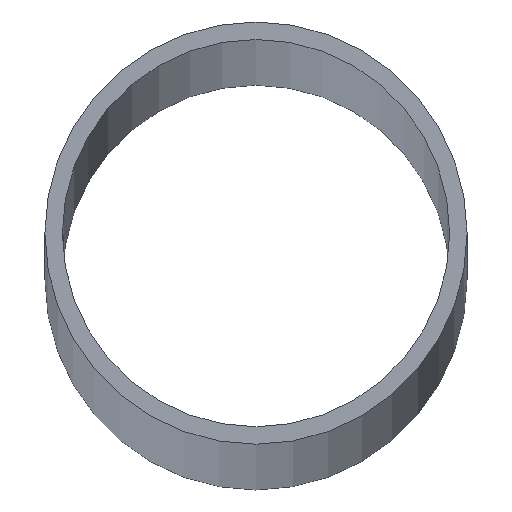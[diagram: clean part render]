
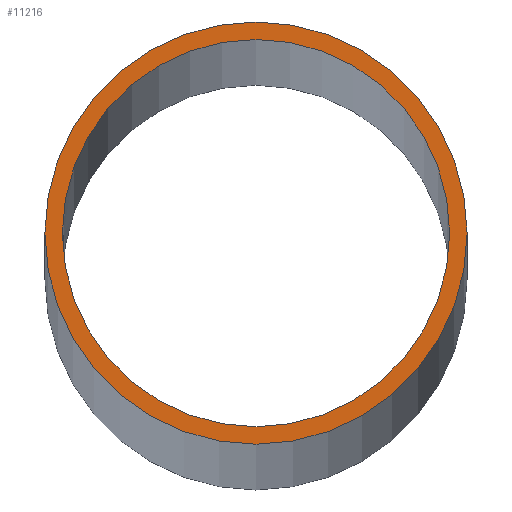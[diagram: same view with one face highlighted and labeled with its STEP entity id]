
A CAD part, top view. The second image highlights one B-rep face of the part: STEP entity #11216.
In plain terms, the highlighted planar face has unit normal (0, 0, 1).
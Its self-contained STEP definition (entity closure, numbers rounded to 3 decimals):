
#350 = CARTESIAN_POINT ( 'NONE',  ( 22.15, 0., 1500. ) ) ;
#542 = CARTESIAN_POINT ( 'NONE',  ( 24.15, 0., 1500. ) ) ;
#795 = CARTESIAN_POINT ( 'NONE',  ( 0., 0., 1500. ) ) ;
#1481 = VERTEX_POINT ( 'NONE', #542 ) ;
#2168 = PLANE ( 'NONE',  #6311 ) ;
#2969 = DIRECTION ( 'NONE',  ( 1., 0., 0. ) ) ;
#3018 = CARTESIAN_POINT ( 'NONE',  ( 0., 0., 1500. ) ) ;
#3376 = FACE_OUTER_BOUND ( 'NONE', #3627, .T. ) ;
#3627 = EDGE_LOOP ( 'NONE', ( #7901 ) ) ;
#3868 = CIRCLE ( 'NONE', #8001, 24.15 ) ;
#4235 = EDGE_CURVE ( 'NONE', #1481, #1481, #3868, .T. ) ;
#5222 = DIRECTION ( 'NONE',  ( 0., 0., 1. ) ) ;
#6311 = AXIS2_PLACEMENT_3D ( 'NONE', #6424, #9708, #11836 ) ;
#6424 = CARTESIAN_POINT ( 'NONE',  ( 0., 0., 1500. ) ) ;
#7901 = ORIENTED_EDGE ( 'NONE', *, *, #4235, .T. ) ;
#8001 = AXIS2_PLACEMENT_3D ( 'NONE', #795, #8394, #9440 ) ;
#8223 = AXIS2_PLACEMENT_3D ( 'NONE', #3018, #5222, #2969 ) ;
#8394 = DIRECTION ( 'NONE',  ( 0., 0., 1. ) ) ;
#8474 = FACE_BOUND ( 'NONE', #10754, .T. ) ;
#9281 = CIRCLE ( 'NONE', #8223, 22.15 ) ;
#9440 = DIRECTION ( 'NONE',  ( 1., 0., 0. ) ) ;
#9708 = DIRECTION ( 'NONE',  ( 0., 0., 1. ) ) ;
#10326 = ORIENTED_EDGE ( 'NONE', *, *, #11041, .F. ) ;
#10754 = EDGE_LOOP ( 'NONE', ( #10326 ) ) ;
#11041 = EDGE_CURVE ( 'NONE', #13447, #13447, #9281, .T. ) ;
#11216 = ADVANCED_FACE ( 'NONE', ( #3376, #8474 ), #2168, .T. ) ;
#11836 = DIRECTION ( 'NONE',  ( 1., 0., 0. ) ) ;
#13447 = VERTEX_POINT ( 'NONE', #350 ) ;
